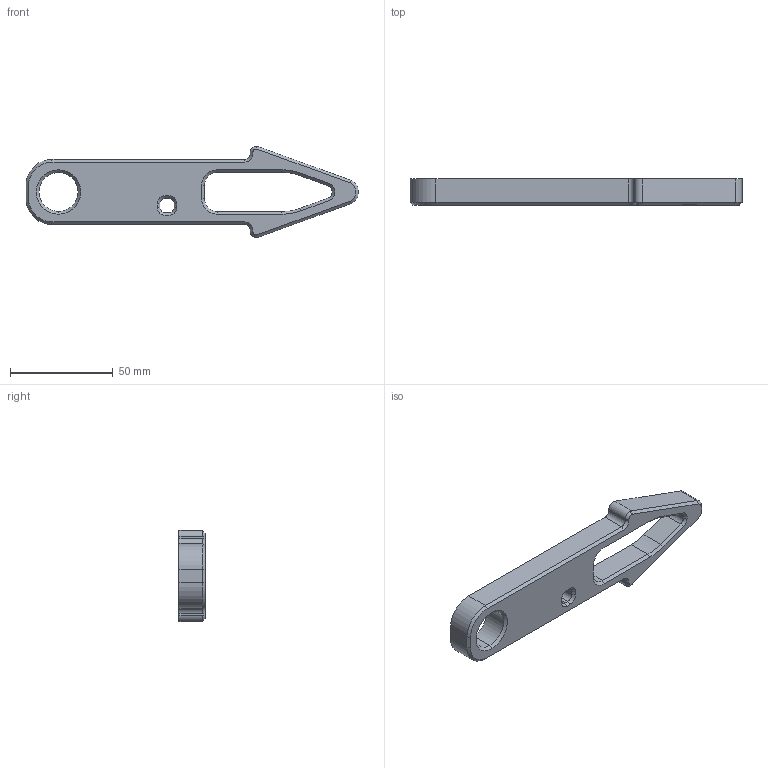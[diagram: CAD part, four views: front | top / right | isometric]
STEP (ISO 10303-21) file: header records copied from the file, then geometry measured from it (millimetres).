
FILE_DESCRIPTION (( 'STEP AP214' ), '1' );
FILE_NAME ('WOWL Mold KO.STEP', '2020-12-28T22:18:44', ( '' ), ( '' ), 'SwSTEP 2.0', 'SolidWorks 2018', '' );
FILE_SCHEMA (( 'AUTOMOTIVE_DESIGN' ));
Length unit declared in the file: inch
Products named in the file (1): WOWL Mold KO
Bounding box: 161.87 x 12.7 x 44.4 mm (x, y, z)
Volume: 43955.1 mm3; surface area: 14098.4 mm2
Topology: 1 solids, 1 shells, 80 faces, 196 edges, 118 vertices
Faces by surface type: plane 38, cone 21, cylinder 21
Entity records: 2372 total; most frequent: DIRECTION 422, CARTESIAN_POINT 395, ORIENTED_EDGE 392, EDGE_CURVE 196, AXIS2_PLACEMENT_3D 145, VECTOR 132, LINE 132, VERTEX_POINT 118
